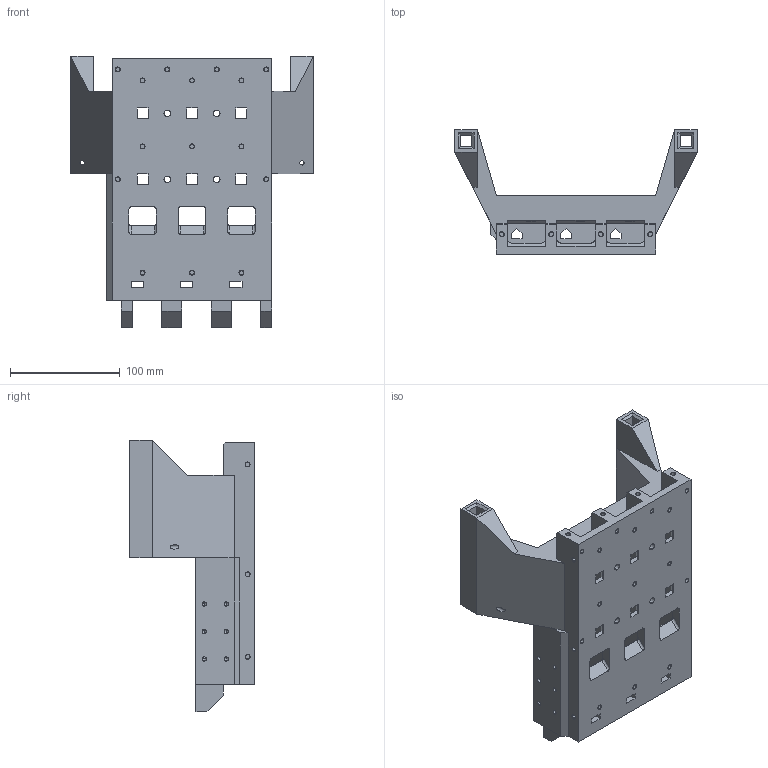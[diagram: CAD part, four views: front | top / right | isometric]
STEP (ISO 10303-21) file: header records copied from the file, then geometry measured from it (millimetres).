
FILE_DESCRIPTION (( 'STEP AP203' ), '1' );
FILE_NAME ('05_02_02_01_01-szyna.STEP', '2025-05-11T21:52:44', ( '' ), ( '' ), 'SwSTEP 2.0', 'SolidWorks 2024', '' );
FILE_SCHEMA (( 'CONFIG_CONTROL_DESIGN' ));
Length unit declared in the file: millimetre
Products named in the file (1): 05_02_02_01_01-szyna
Bounding box: 220.5 x 113.25 x 247 mm (x, y, z)
Volume: 1006264.9 mm3; surface area: 224623.7 mm2
Topology: 1 solids, 1 shells, 607 faces, 1556 edges, 945 vertices
Faces by surface type: plane 279, cylinder 190, cone 120, bspline 18
Entity records: 19021 total; most frequent: CARTESIAN_POINT 4369, ORIENTED_EDGE 3000, DIRECTION 2996, EDGE_CURVE 1500, VECTOR 1008, LINE 1008, AXIS2_PLACEMENT_3D 994, VERTEX_POINT 945
